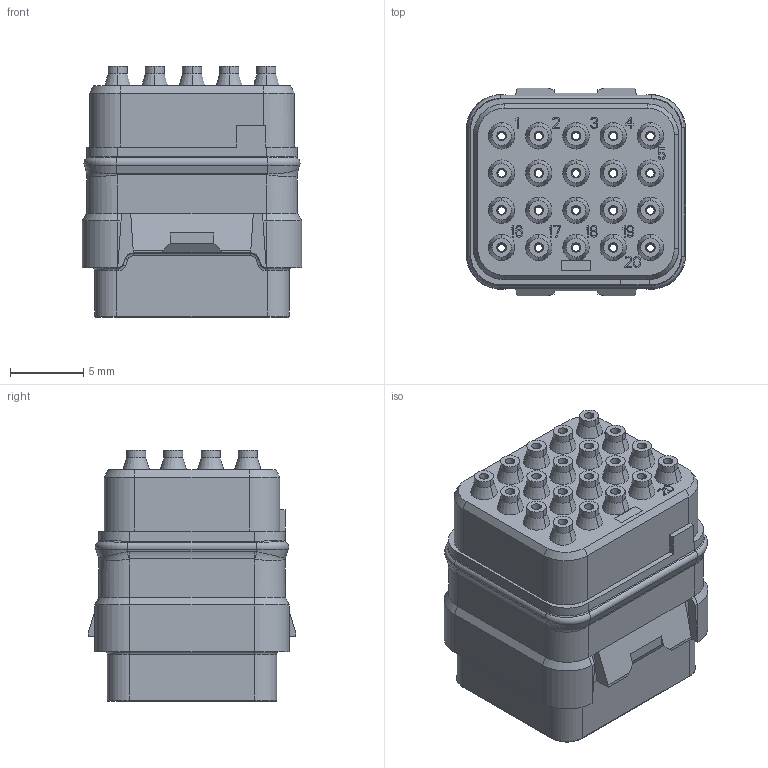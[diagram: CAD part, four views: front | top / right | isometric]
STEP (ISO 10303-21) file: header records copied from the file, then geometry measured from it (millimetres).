
FILE_DESCRIPTION((''),'2;1');
FILE_NAME('SIME2022PN','2019-12-02T',('presta_be4'),(''),'CREO PARAMETRIC BY PTC INC, 2018360','CREO PARAMETRIC BY PTC INC, 2018360','');
FILE_SCHEMA(('CONFIG_CONTROL_DESIGN'));
Products named in the file (1): SIME2022PN
Bounding box: 15 x 14.2 x 17.14 mm (x, y, z)
Volume: 1944.3 mm3; surface area: 3390.6 mm2
Topology: 1 solids, 1 shells, 2661 faces, 6418 edges, 3918 vertices
Faces by surface type: plane 1229, cylinder 560, torus 340, cone 336, bspline 196
Entity records: 83607 total; most frequent: CARTESIAN_POINT 20717, DIRECTION 13503, ORIENTED_EDGE 12836, EDGE_CURVE 6418, AXIS2_PLACEMENT_3D 4742, VECTOR 4019, LINE 4019, VERTEX_POINT 3918
